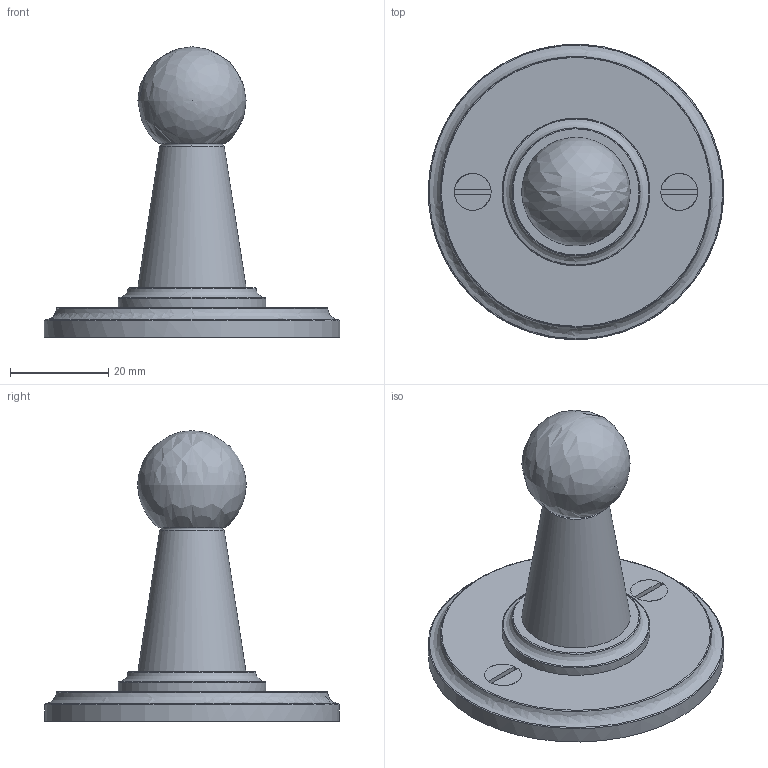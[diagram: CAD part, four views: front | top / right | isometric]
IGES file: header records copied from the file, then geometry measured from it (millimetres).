
Global section: file name: YTA-B-2004001; native system: AutoCAD 2016 - English; preprocessor: Autodesk Translation Framework DWG producer (atf_dwg_producer); organization: unknown; date: 20161003.100758; units: millimetre
Bounding box: 60 x 59.97 x 59 mm (x, y, z)
Volume: 31197.7 mm3; surface area: 10040.8 mm2
Topology: 3 solids, 3 shells, 30 faces, 78 edges, 55 vertices
Faces by surface type: bspline 30
